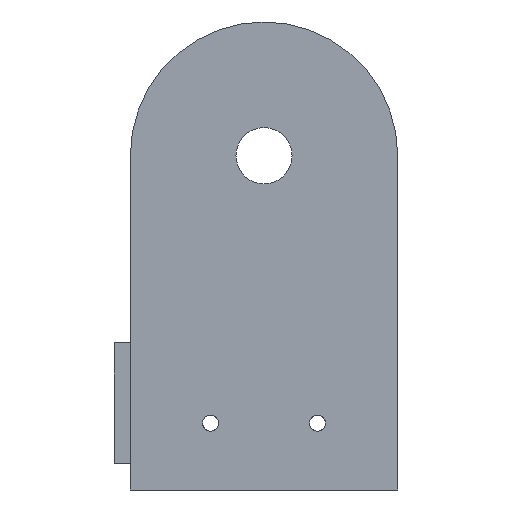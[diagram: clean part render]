
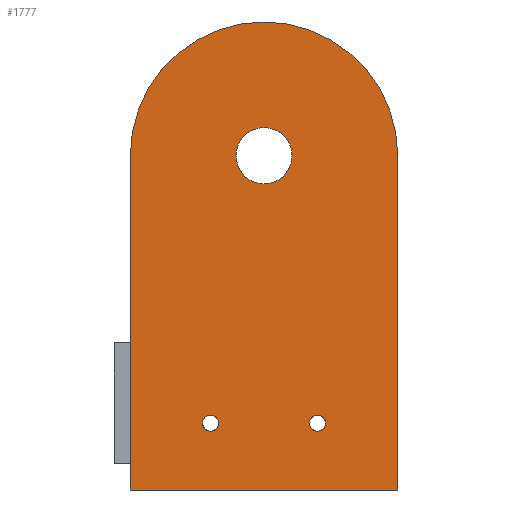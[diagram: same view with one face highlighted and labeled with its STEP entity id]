
A CAD part, left-side view. The second image highlights one B-rep face of the part: STEP entity #1777.
In plain terms, the highlighted planar face has unit normal (-1, 0, 0).
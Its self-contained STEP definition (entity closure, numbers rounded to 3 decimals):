
#6 = CIRCLE ( 'NONE', #1263, 10.5 ) ;
#41 = FACE_BOUND ( 'NONE', #429, .T. ) ;
#52 = EDGE_CURVE ( 'NONE', #273, #883, #6, .T. ) ;
#62 = CIRCLE ( 'NONE', #253, 50. ) ;
#87 = DIRECTION ( 'NONE',  ( 0., 0., 1. ) ) ;
#90 = CARTESIAN_POINT ( 'NONE',  ( -50., 20., 12. ) ) ;
#119 = DIRECTION ( 'NONE',  ( 1., 0., 0. ) ) ;
#148 = EDGE_CURVE ( 'NONE', #1890, #896, #1423, .T. ) ;
#162 = DIRECTION ( 'NONE',  ( 0., 0., -1. ) ) ;
#170 = CARTESIAN_POINT ( 'NONE',  ( -50., 0., 165. ) ) ;
#180 = DIRECTION ( 'NONE',  ( -1., 0., 0. ) ) ;
#190 = DIRECTION ( 'NONE',  ( 0., 0., 1. ) ) ;
#234 = ORIENTED_EDGE ( 'NONE', *, *, #1603, .F. ) ;
#247 = CARTESIAN_POINT ( 'NONE',  ( -50., 50., 115. ) ) ;
#253 = AXIS2_PLACEMENT_3D ( 'NONE', #1674, #119, #901 ) ;
#257 = VECTOR ( 'NONE', #1936, 1000. ) ;
#273 = VERTEX_POINT ( 'NONE', #1665 ) ;
#291 = CARTESIAN_POINT ( 'NONE',  ( -50., 20., 18. ) ) ;
#312 = VERTEX_POINT ( 'NONE', #90 ) ;
#329 = AXIS2_PLACEMENT_3D ( 'NONE', #1139, #1427, #1149 ) ;
#340 = DIRECTION ( 'NONE',  ( -1., 0., 0. ) ) ;
#361 = FACE_BOUND ( 'NONE', #1107, .T. ) ;
#365 = AXIS2_PLACEMENT_3D ( 'NONE', #1152, #340, #190 ) ;
#390 = CARTESIAN_POINT ( 'NONE',  ( -50., 0., 115. ) ) ;
#420 = DIRECTION ( 'NONE',  ( -1., 0., 0. ) ) ;
#429 = EDGE_LOOP ( 'NONE', ( #1073, #575 ) ) ;
#465 = CIRCLE ( 'NONE', #997, 3. ) ;
#480 = CARTESIAN_POINT ( 'NONE',  ( -50., 0., 115. ) ) ;
#514 = CARTESIAN_POINT ( 'NONE',  ( -50., -50., 115. ) ) ;
#528 = FACE_BOUND ( 'NONE', #1374, .T. ) ;
#540 = CARTESIAN_POINT ( 'NONE',  ( -50., 50., -10. ) ) ;
#575 = ORIENTED_EDGE ( 'NONE', *, *, #1833, .F. ) ;
#603 = LINE ( 'NONE', #2030, #1448 ) ;
#634 = EDGE_CURVE ( 'NONE', #1143, #1082, #972, .T. ) ;
#643 = DIRECTION ( 'NONE',  ( 1., 0., 0. ) ) ;
#650 = FACE_OUTER_BOUND ( 'NONE', #1726, .T. ) ;
#658 = EDGE_CURVE ( 'NONE', #312, #1055, #743, .T. ) ;
#689 = ORIENTED_EDGE ( 'NONE', *, *, #52, .F. ) ;
#693 = CIRCLE ( 'NONE', #1545, 10.5 ) ;
#731 = VERTEX_POINT ( 'NONE', #740 ) ;
#740 = CARTESIAN_POINT ( 'NONE',  ( -50., -20., 18. ) ) ;
#743 = CIRCLE ( 'NONE', #1698, 3. ) ;
#779 = VERTEX_POINT ( 'NONE', #247 ) ;
#801 = CARTESIAN_POINT ( 'NONE',  ( -50., 0., 115. ) ) ;
#825 = ORIENTED_EDGE ( 'NONE', *, *, #634, .T. ) ;
#849 = DIRECTION ( 'NONE',  ( 0., 0., 1. ) ) ;
#860 = EDGE_CURVE ( 'NONE', #731, #985, #1128, .T. ) ;
#883 = VERTEX_POINT ( 'NONE', #1590 ) ;
#886 = ORIENTED_EDGE ( 'NONE', *, *, #982, .F. ) ;
#896 = VERTEX_POINT ( 'NONE', #514 ) ;
#901 = DIRECTION ( 'NONE',  ( 0., 0., -1. ) ) ;
#972 = LINE ( 'NONE', #1430, #1632 ) ;
#982 = EDGE_CURVE ( 'NONE', #1055, #312, #1948, .T. ) ;
#985 = VERTEX_POINT ( 'NONE', #1951 ) ;
#997 = AXIS2_PLACEMENT_3D ( 'NONE', #1773, #180, #1007 ) ;
#1007 = DIRECTION ( 'NONE',  ( 0., 0., 1. ) ) ;
#1043 = ORIENTED_EDGE ( 'NONE', *, *, #1693, .T. ) ;
#1046 = ORIENTED_EDGE ( 'NONE', *, *, #1205, .F. ) ;
#1055 = VERTEX_POINT ( 'NONE', #291 ) ;
#1072 = AXIS2_PLACEMENT_3D ( 'NONE', #480, #643, #162 ) ;
#1073 = ORIENTED_EDGE ( 'NONE', *, *, #860, .F. ) ;
#1082 = VERTEX_POINT ( 'NONE', #1938 ) ;
#1107 = EDGE_LOOP ( 'NONE', ( #689, #234 ) ) ;
#1112 = DIRECTION ( 'NONE',  ( -1., 0., 0. ) ) ;
#1128 = CIRCLE ( 'NONE', #329, 3. ) ;
#1139 = CARTESIAN_POINT ( 'NONE',  ( -50., -20., 15. ) ) ;
#1143 = VERTEX_POINT ( 'NONE', #540 ) ;
#1145 = PLANE ( 'NONE',  #365 ) ;
#1149 = DIRECTION ( 'NONE',  ( 0., 0., 1. ) ) ;
#1152 = CARTESIAN_POINT ( 'NONE',  ( -50., 0., -10. ) ) ;
#1169 = CARTESIAN_POINT ( 'NONE',  ( -50., 20., 15. ) ) ;
#1198 = DIRECTION ( 'NONE',  ( -1., 0., 0. ) ) ;
#1205 = EDGE_CURVE ( 'NONE', #779, #1890, #62, .T. ) ;
#1247 = DIRECTION ( 'NONE',  ( 0., 0., 1. ) ) ;
#1263 = AXIS2_PLACEMENT_3D ( 'NONE', #801, #1112, #849 ) ;
#1285 = AXIS2_PLACEMENT_3D ( 'NONE', #1667, #1198, #1961 ) ;
#1296 = DIRECTION ( 'NONE',  ( 0., 0., 1. ) ) ;
#1307 = LINE ( 'NONE', #1956, #257 ) ;
#1374 = EDGE_LOOP ( 'NONE', ( #886, #1671 ) ) ;
#1417 = ORIENTED_EDGE ( 'NONE', *, *, #148, .F. ) ;
#1423 = CIRCLE ( 'NONE', #1072, 50. ) ;
#1427 = DIRECTION ( 'NONE',  ( -1., 0., 0. ) ) ;
#1430 = CARTESIAN_POINT ( 'NONE',  ( -50., 0., -10. ) ) ;
#1448 = VECTOR ( 'NONE', #1247, 1000. ) ;
#1545 = AXIS2_PLACEMENT_3D ( 'NONE', #390, #420, #87 ) ;
#1590 = CARTESIAN_POINT ( 'NONE',  ( -50., 0., 104.5 ) ) ;
#1592 = DIRECTION ( 'NONE',  ( 0., -1., 0. ) ) ;
#1603 = EDGE_CURVE ( 'NONE', #883, #273, #693, .T. ) ;
#1618 = DIRECTION ( 'NONE',  ( -1., 0., 0. ) ) ;
#1632 = VECTOR ( 'NONE', #1592, 1000. ) ;
#1665 = CARTESIAN_POINT ( 'NONE',  ( -50., 0., 125.5 ) ) ;
#1667 = CARTESIAN_POINT ( 'NONE',  ( -50., 20., 15. ) ) ;
#1671 = ORIENTED_EDGE ( 'NONE', *, *, #658, .F. ) ;
#1674 = CARTESIAN_POINT ( 'NONE',  ( -50., 0., 115. ) ) ;
#1693 = EDGE_CURVE ( 'NONE', #1082, #896, #603, .T. ) ;
#1698 = AXIS2_PLACEMENT_3D ( 'NONE', #1169, #1618, #1296 ) ;
#1726 = EDGE_LOOP ( 'NONE', ( #1043, #1417, #1046, #2026, #825 ) ) ;
#1736 = EDGE_CURVE ( 'NONE', #1143, #779, #1307, .T. ) ;
#1773 = CARTESIAN_POINT ( 'NONE',  ( -50., -20., 15. ) ) ;
#1777 = ADVANCED_FACE ( 'NONE', ( #528, #41, #361, #650 ), #1145, .T. ) ;
#1833 = EDGE_CURVE ( 'NONE', #985, #731, #465, .T. ) ;
#1890 = VERTEX_POINT ( 'NONE', #170 ) ;
#1936 = DIRECTION ( 'NONE',  ( 0., 0., 1. ) ) ;
#1938 = CARTESIAN_POINT ( 'NONE',  ( -50., -50., -10. ) ) ;
#1948 = CIRCLE ( 'NONE', #1285, 3. ) ;
#1951 = CARTESIAN_POINT ( 'NONE',  ( -50., -20., 12. ) ) ;
#1956 = CARTESIAN_POINT ( 'NONE',  ( -50., 50., -10. ) ) ;
#1961 = DIRECTION ( 'NONE',  ( 0., 0., 1. ) ) ;
#2026 = ORIENTED_EDGE ( 'NONE', *, *, #1736, .F. ) ;
#2030 = CARTESIAN_POINT ( 'NONE',  ( -50., -50., -10. ) ) ;
